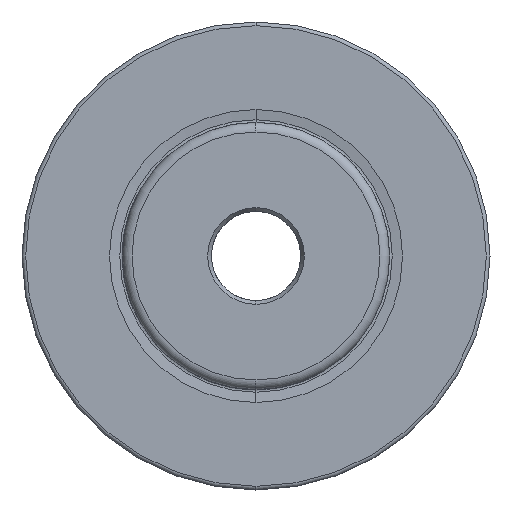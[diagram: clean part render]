
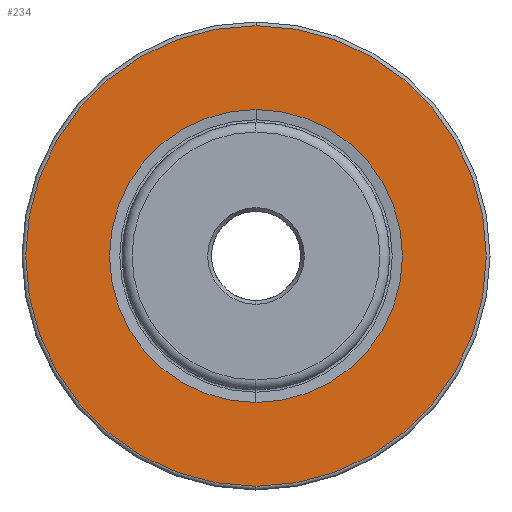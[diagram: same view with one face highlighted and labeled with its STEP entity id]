
A CAD part, left-side view. The second image highlights one B-rep face of the part: STEP entity #234.
In plain terms, the highlighted planar face has unit normal (-1, 0, 0).
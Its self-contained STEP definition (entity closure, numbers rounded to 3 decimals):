
#4 = CARTESIAN_POINT ( 'NONE',  ( 0., 0., 19.715 ) ) ;
#17 = EDGE_CURVE ( 'NONE', #738, #3055, #249, .T. ) ;
#53 = VERTEX_POINT ( 'NONE', #4892 ) ;
#93 = CIRCLE ( 'NONE', #2181, 19.715 ) ;
#126 = EDGE_LOOP ( 'NONE', ( #5278, #5530 ) ) ;
#234 = ADVANCED_FACE ( 'NONE', ( #1246, #749 ), #259, .F. ) ;
#239 = CARTESIAN_POINT ( 'NONE',  ( 0., 0., 0. ) ) ;
#249 = CIRCLE ( 'NONE', #3390, 31. ) ;
#259 = PLANE ( 'NONE',  #1569 ) ;
#679 = DIRECTION ( 'NONE',  ( 0., 0., 1. ) ) ;
#738 = VERTEX_POINT ( 'NONE', #2854 ) ;
#749 = FACE_OUTER_BOUND ( 'NONE', #5112, .T. ) ;
#785 = DIRECTION ( 'NONE',  ( -1., 0., 0. ) ) ;
#1246 = FACE_BOUND ( 'NONE', #126, .T. ) ;
#1281 = CARTESIAN_POINT ( 'NONE',  ( 0., 0., 31. ) ) ;
#1282 = DIRECTION ( 'NONE',  ( 1., 0., 0. ) ) ;
#1301 = CARTESIAN_POINT ( 'NONE',  ( 0., 0., 0. ) ) ;
#1520 = ORIENTED_EDGE ( 'NONE', *, *, #3028, .T. ) ;
#1549 = AXIS2_PLACEMENT_3D ( 'NONE', #2188, #2316, #679 ) ;
#1569 = AXIS2_PLACEMENT_3D ( 'NONE', #4259, #1282, #6241 ) ;
#1591 = DIRECTION ( 'NONE',  ( 0., 0., 1. ) ) ;
#1842 = CARTESIAN_POINT ( 'NONE',  ( 0., 0., 0. ) ) ;
#2060 = CIRCLE ( 'NONE', #1549, 31. ) ;
#2181 = AXIS2_PLACEMENT_3D ( 'NONE', #1301, #3327, #1591 ) ;
#2188 = CARTESIAN_POINT ( 'NONE',  ( 0., 0., 0. ) ) ;
#2316 = DIRECTION ( 'NONE',  ( -1., 0., 0. ) ) ;
#2854 = CARTESIAN_POINT ( 'NONE',  ( 0., 0., -31. ) ) ;
#2873 = CIRCLE ( 'NONE', #6125, 19.715 ) ;
#2879 = DIRECTION ( 'NONE',  ( 0., 0., 1. ) ) ;
#3028 = EDGE_CURVE ( 'NONE', #3055, #738, #2060, .T. ) ;
#3055 = VERTEX_POINT ( 'NONE', #1281 ) ;
#3327 = DIRECTION ( 'NONE',  ( -1., 0., 0. ) ) ;
#3390 = AXIS2_PLACEMENT_3D ( 'NONE', #239, #785, #6221 ) ;
#3838 = DIRECTION ( 'NONE',  ( -1., 0., 0. ) ) ;
#4259 = CARTESIAN_POINT ( 'NONE',  ( 0., 19.715, 0. ) ) ;
#4412 = VERTEX_POINT ( 'NONE', #4 ) ;
#4892 = CARTESIAN_POINT ( 'NONE',  ( 0., 0., -19.715 ) ) ;
#5112 = EDGE_LOOP ( 'NONE', ( #1520, #5502 ) ) ;
#5220 = EDGE_CURVE ( 'NONE', #4412, #53, #93, .T. ) ;
#5278 = ORIENTED_EDGE ( 'NONE', *, *, #5220, .F. ) ;
#5502 = ORIENTED_EDGE ( 'NONE', *, *, #17, .T. ) ;
#5530 = ORIENTED_EDGE ( 'NONE', *, *, #5907, .F. ) ;
#5907 = EDGE_CURVE ( 'NONE', #53, #4412, #2873, .T. ) ;
#6125 = AXIS2_PLACEMENT_3D ( 'NONE', #1842, #3838, #2879 ) ;
#6221 = DIRECTION ( 'NONE',  ( 0., 0., 1. ) ) ;
#6241 = DIRECTION ( 'NONE',  ( 0., 0., -1. ) ) ;
